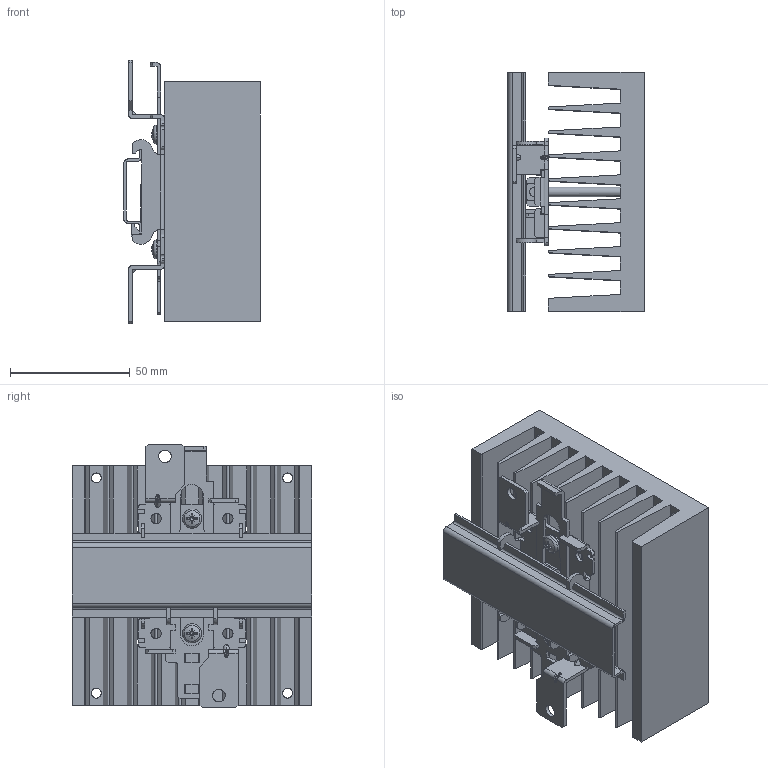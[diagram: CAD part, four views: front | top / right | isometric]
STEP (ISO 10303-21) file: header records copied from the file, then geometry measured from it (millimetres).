
FILE_DESCRIPTION(/* description */ (''),/* implementation_level */ '2;1');
FILE_NAME(/* name */ '3d_HSBXH2.stp',/* time_stamp */ '2023-11-29T08:00:12+01:00',/* author */ (''),/* organization */ (''),/* preprocessor_version */ 'ST-DEVELOPER v16.7',/* originating_system */ 'SIEMENS PLM Software NX 12.0',/* authorisation */ '');
FILE_SCHEMA (('AUTOMOTIVE_DESIGN { 1 0 10303 214 3 1 1 1 }'));
Length unit declared in the file: millimetre
Products named in the file (1): Rugg1318F122vgej
Bounding box: 57 x 100 x 110 mm (x, y, z)
Surface area: 105356.2 mm2 (no closed solid volume)
Topology: 0 solids, 6 shells, 452 faces, 1607 edges, 1082 vertices
Faces by surface type: plane 243, cylinder 130, cone 43, bspline 24, torus 10, sphere 2
Full cylindrical faces by diameter (mm): 3.242 x12, 4 x4, 4.134 x8, 4.3 x4, 5.3 x2
Entity records: 19843 total; most frequent: CARTESIAN_POINT 9583, ORIENTED_EDGE 2694, EDGE_CURVE 1507, B_SPLINE_CURVE_WITH_KNOTS 1462, VERTEX_POINT 1047, DIRECTION 919, EDGE_LOOP 540, ADVANCED_FACE 452
